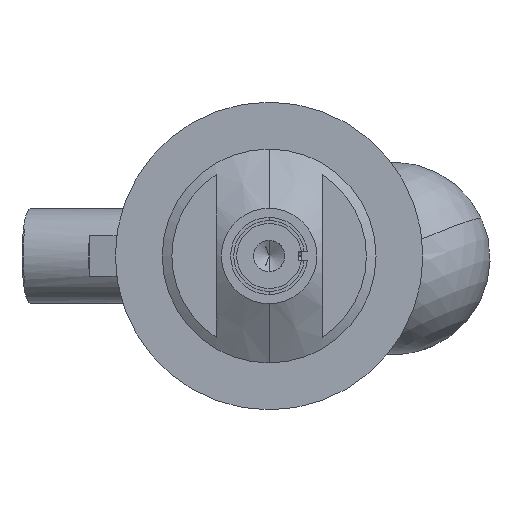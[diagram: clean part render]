
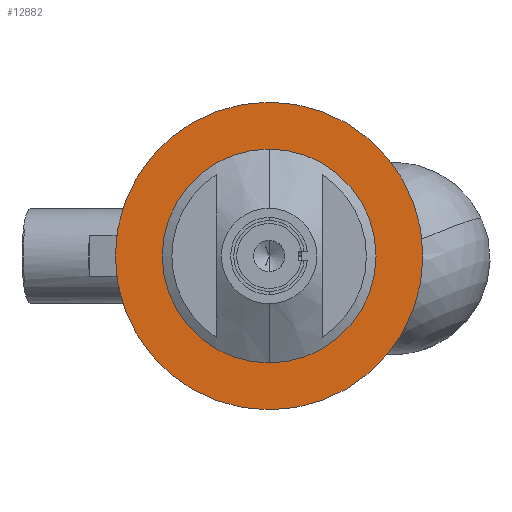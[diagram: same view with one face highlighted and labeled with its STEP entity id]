
A CAD part, left-side view. The second image highlights one B-rep face of the part: STEP entity #12882.
In plain terms, the highlighted planar face has unit normal (-1, 0, 0).
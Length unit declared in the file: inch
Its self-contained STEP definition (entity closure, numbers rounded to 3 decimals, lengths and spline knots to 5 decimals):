
#609 = DIRECTION ( 'NONE',  ( 0., 0., 1. ) ) ;
#704 = CARTESIAN_POINT ( 'NONE',  ( -4.408, 1., 0. ) ) ;
#899 = ORIENTED_EDGE ( 'NONE', *, *, #7542, .T. ) ;
#990 = AXIS2_PLACEMENT_3D ( 'NONE', #4596, #13351, #609 ) ;
#1208 = AXIS2_PLACEMENT_3D ( 'NONE', #704, #2059, #7400 ) ;
#1818 = EDGE_LOOP ( 'NONE', ( #13677, #13969 ) ) ;
#2059 = DIRECTION ( 'NONE',  ( 1., 0., 0. ) ) ;
#3586 = CARTESIAN_POINT ( 'NONE',  ( -4.408, 0., 0.695 ) ) ;
#4596 = CARTESIAN_POINT ( 'NONE',  ( -4.408, 0., 0. ) ) ;
#4715 = DIRECTION ( 'NONE',  ( -1., 0., 0. ) ) ;
#5524 = CARTESIAN_POINT ( 'NONE',  ( -4.408, 0., 0. ) ) ;
#5583 = ORIENTED_EDGE ( 'NONE', *, *, #15105, .T. ) ;
#5926 = CARTESIAN_POINT ( 'NONE',  ( -4.408, 0., 0. ) ) ;
#6189 = DIRECTION ( 'NONE',  ( 0., 0., 1. ) ) ;
#6417 = CARTESIAN_POINT ( 'NONE',  ( -4.408, 0., 1. ) ) ;
#6574 = CIRCLE ( 'NONE', #10912, 0.695 ) ;
#6843 = VERTEX_POINT ( 'NONE', #12133 ) ;
#7271 = EDGE_CURVE ( 'NONE', #8937, #12702, #6574, .T. ) ;
#7400 = DIRECTION ( 'NONE',  ( 0., 0., -1. ) ) ;
#7542 = EDGE_CURVE ( 'NONE', #6843, #15693, #12477, .T. ) ;
#8167 = EDGE_CURVE ( 'NONE', #12702, #8937, #9563, .T. ) ;
#8849 = CARTESIAN_POINT ( 'NONE',  ( -4.408, 0., 0. ) ) ;
#8937 = VERTEX_POINT ( 'NONE', #3586 ) ;
#9022 = CIRCLE ( 'NONE', #990, 1. ) ;
#9035 = AXIS2_PLACEMENT_3D ( 'NONE', #5926, #14822, #6189 ) ;
#9256 = DIRECTION ( 'NONE',  ( 0., 0., 1. ) ) ;
#9563 = CIRCLE ( 'NONE', #14254, 0.695 ) ;
#10912 = AXIS2_PLACEMENT_3D ( 'NONE', #8849, #4715, #14844 ) ;
#11822 = FACE_OUTER_BOUND ( 'NONE', #12779, .T. ) ;
#12133 = CARTESIAN_POINT ( 'NONE',  ( -4.408, 0., -1. ) ) ;
#12477 = CIRCLE ( 'NONE', #9035, 1. ) ;
#12702 = VERTEX_POINT ( 'NONE', #12832 ) ;
#12779 = EDGE_LOOP ( 'NONE', ( #5583, #899 ) ) ;
#12832 = CARTESIAN_POINT ( 'NONE',  ( -4.408, 0., -0.695 ) ) ;
#12882 = ADVANCED_FACE ( 'NONE', ( #14407, #11822 ), #13121, .F. ) ;
#13121 = PLANE ( 'NONE',  #1208 ) ;
#13351 = DIRECTION ( 'NONE',  ( -1., 0., 0. ) ) ;
#13677 = ORIENTED_EDGE ( 'NONE', *, *, #7271, .F. ) ;
#13969 = ORIENTED_EDGE ( 'NONE', *, *, #8167, .F. ) ;
#14254 = AXIS2_PLACEMENT_3D ( 'NONE', #5524, #15749, #9256 ) ;
#14407 = FACE_BOUND ( 'NONE', #1818, .T. ) ;
#14822 = DIRECTION ( 'NONE',  ( -1., 0., 0. ) ) ;
#14844 = DIRECTION ( 'NONE',  ( 0., 0., 1. ) ) ;
#15105 = EDGE_CURVE ( 'NONE', #15693, #6843, #9022, .T. ) ;
#15693 = VERTEX_POINT ( 'NONE', #6417 ) ;
#15749 = DIRECTION ( 'NONE',  ( -1., 0., 0. ) ) ;
